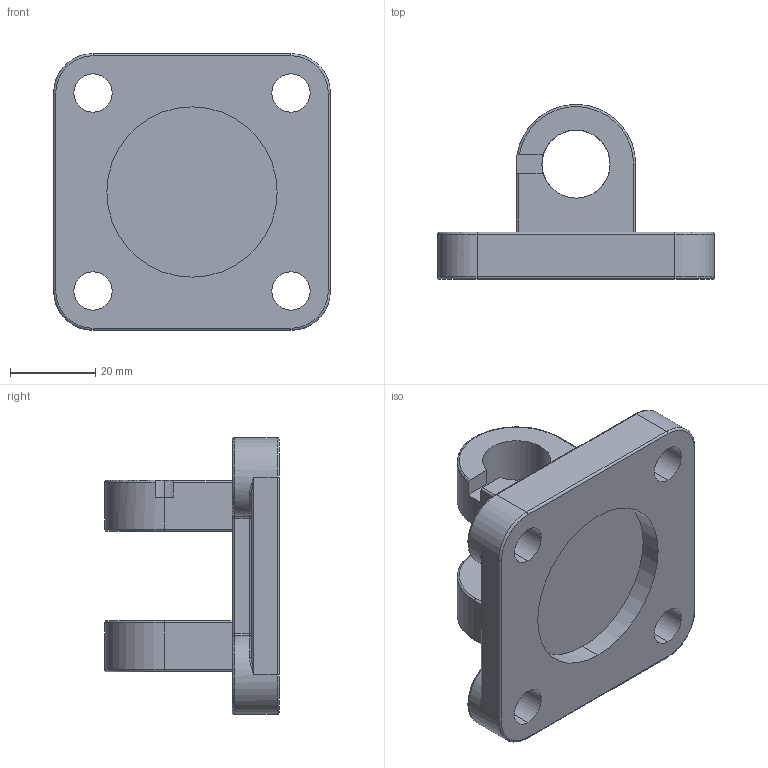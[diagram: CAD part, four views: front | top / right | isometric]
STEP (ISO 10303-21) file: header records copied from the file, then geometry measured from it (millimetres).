
FILE_DESCRIPTION (( 'STEP AP214' ), '1' );
FILE_NAME ('RD001515.STEP', '2018-09-10T07:01:50', ( '' ), ( '' ), 'SwSTEP 2.0', 'SolidWorks 2018', '' );
FILE_SCHEMA (( 'AUTOMOTIVE_DESIGN' ));
Length unit declared in the file: millimetre
Products named in the file (1): RD001515
Bounding box: 65 x 41 x 65 mm (x, y, z)
Volume: 43053.1 mm3; surface area: 17400.7 mm2
Topology: 1 solids, 1 shells, 107 faces, 257 edges, 153 vertices
Faces by surface type: cylinder 53, plane 26, torus 20, bspline 4, sphere 4
Entity records: 3455 total; most frequent: CARTESIAN_POINT 861, DIRECTION 589, ORIENTED_EDGE 506, EDGE_CURVE 253, AXIS2_PLACEMENT_3D 245, VERTEX_POINT 153, CIRCLE 141, EDGE_LOOP 124
